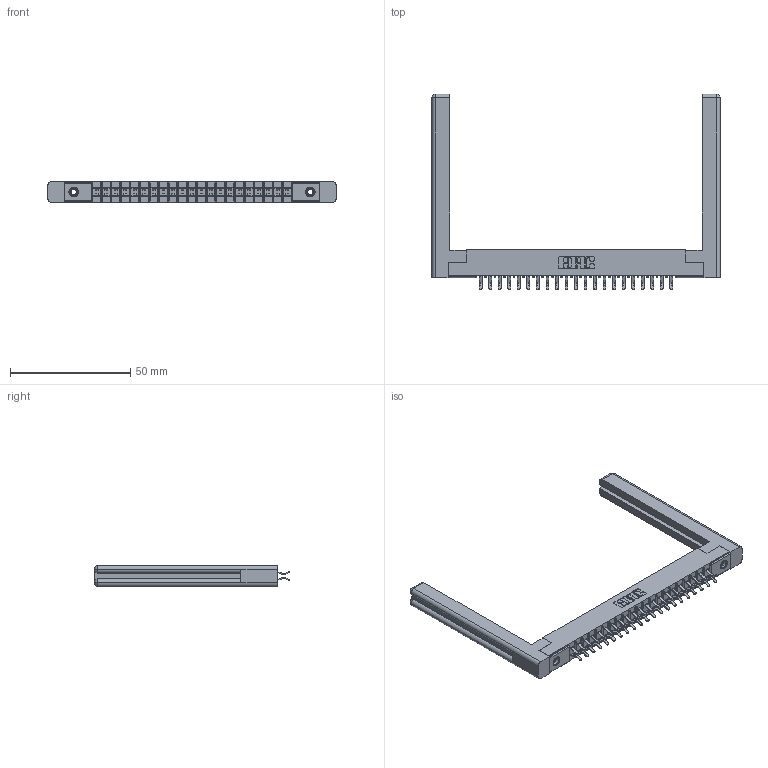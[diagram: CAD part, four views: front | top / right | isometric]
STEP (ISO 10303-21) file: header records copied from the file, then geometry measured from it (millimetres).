
FILE_DESCRIPTION (( 'STEP AP203' ), '1' );
FILE_NAME ('315-042-556-258.STEP', '2019-09-10T17:40:25', ( '' ), ( '' ), 'SwSTEP 2.0', 'SolidWorks 2016', '' );
FILE_SCHEMA (( 'CONFIG_CONTROL_DESIGN' ));
Length unit declared in the file: inch
Products named in the file (5): 307-220-058; 305 Part_.156 Dia; 315-042-556-258; 345-250-001_345-250-001-102; 305-290-001_556
Assembly tree (47 placements, depth 2):
  315-042-556-258
    305 Part_.156 Dia
    305-290-001_556  x42
    345-250-001_345-250-001-102  x2
    307-220-058  x2
Bounding box: 119.84 x 81.28 x 8.71 mm (x, y, z)
Volume: 15238.3 mm3; surface area: 19186.8 mm2
Topology: 47 solids, 47 shells, 2610 faces, 7453 edges, 4842 vertices
Faces by surface type: plane 1454, cylinder 1048, sphere 84, cone 12, torus 12
Entity records: 28149 total; most frequent: CARTESIAN_POINT 4676, ORIENTED_EDGE 4580, DIRECTION 4506, EDGE_CURVE 2290, LINE 1814, VECTOR 1814, VERTEX_POINT 1462, AXIS2_PLACEMENT_3D 1346
